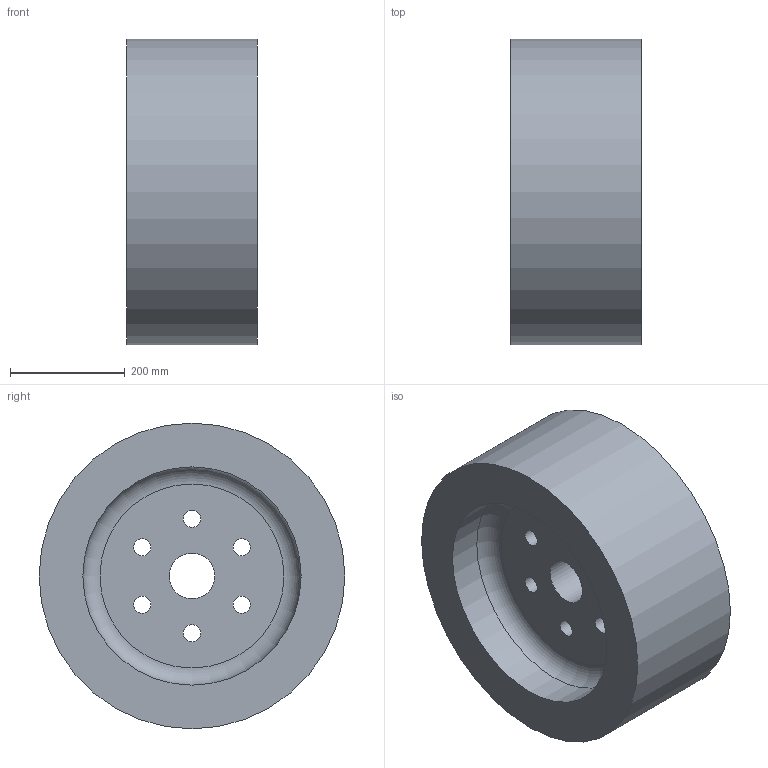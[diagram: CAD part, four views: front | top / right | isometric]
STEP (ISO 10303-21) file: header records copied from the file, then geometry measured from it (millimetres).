
FILE_DESCRIPTION(/* description */ (''),/* implementation_level */ '2;1');
FILE_NAME(/* name */ 'FrontWheel.step',/* time_stamp */ '2025-05-27T21:05:08-04:00',/* author */ (''),/* organization */ (''),/* preprocessor_version */ 'ST-DEVELOPER v20.1',/* originating_system */ 'Autodesk Translation Framework v14.10.0.0',/* authorisation */ '');
FILE_SCHEMA (('AUTOMOTIVE_DESIGN { 1 0 10303 214 3 1 1 }'));
Length unit declared in the file: millimetre
Products named in the file (1): FrontWheel
Bounding box: 228.6 x 533.4 x 533.4 mm (x, y, z)
Volume: 36841021 mm3; surface area: 1012166.4 mm2
Topology: 1 solids, 1 shells, 15 faces, 33 edges, 22 vertices
Faces by surface type: cylinder 9, plane 4, torus 2
Full cylindrical faces by diameter (mm): 30 x6, 80 x1, 381 x1, 533.4 x1
Entity records: 499 total; most frequent: DIRECTION 89, CARTESIAN_POINT 71, ORIENTED_EDGE 66, AXIS2_PLACEMENT_3D 40, EDGE_CURVE 33, EDGE_LOOP 31, CIRCLE 24, VERTEX_POINT 22
